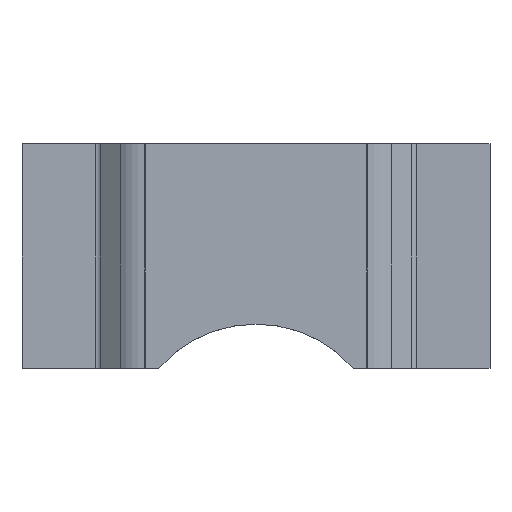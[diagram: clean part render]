
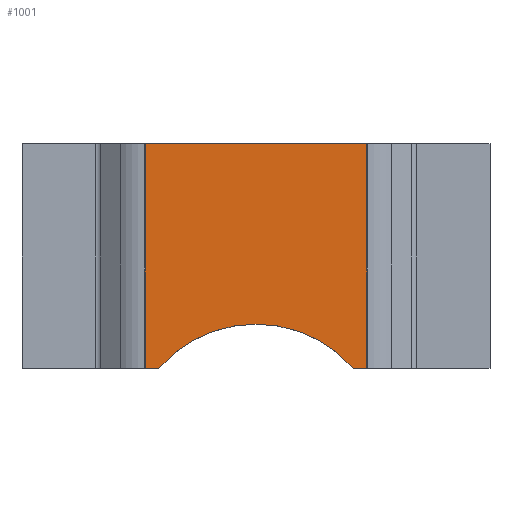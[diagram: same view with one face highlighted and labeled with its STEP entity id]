
A CAD part, top view. The second image highlights one B-rep face of the part: STEP entity #1001.
In plain terms, the highlighted planar face has unit normal (0, 0, 1).
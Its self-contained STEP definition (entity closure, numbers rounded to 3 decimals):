
#39 = CARTESIAN_POINT ( 'NONE',  ( 1.5, -1.525, 0.828 ) ) ;
#82 = CARTESIAN_POINT ( 'NONE',  ( -1.32, -1.525, 0.828 ) ) ;
#131 = DIRECTION ( 'NONE',  ( -1., 0., 0. ) ) ;
#135 = VECTOR ( 'NONE', #131, 1000. ) ;
#175 = VERTEX_POINT ( 'NONE', #282 ) ;
#251 = CARTESIAN_POINT ( 'NONE',  ( -1.5, -1.525, 0.828 ) ) ;
#258 = VERTEX_POINT ( 'NONE', #932 ) ;
#262 = EDGE_CURVE ( 'NONE', #975, #175, #578, .T. ) ;
#263 = VERTEX_POINT ( 'NONE', #39 ) ;
#264 = CARTESIAN_POINT ( 'NONE',  ( -1.5, 1.525, 0.828 ) ) ;
#267 = ORIENTED_EDGE ( 'NONE', *, *, #655, .F. ) ;
#268 = DIRECTION ( 'NONE',  ( 0., 0., -1. ) ) ;
#276 = CARTESIAN_POINT ( 'NONE',  ( -1.5, 1.525, 0.828 ) ) ;
#279 = LINE ( 'NONE', #639, #307 ) ;
#281 = CARTESIAN_POINT ( 'NONE',  ( 1.5, 1.525, 0.828 ) ) ;
#282 = CARTESIAN_POINT ( 'NONE',  ( -1.5, -1.525, 0.828 ) ) ;
#307 = VECTOR ( 'NONE', #667, 1000. ) ;
#343 = CIRCLE ( 'NONE', #808, 1.752 ) ;
#364 = VECTOR ( 'NONE', #445, 1000. ) ;
#366 = ORIENTED_EDGE ( 'NONE', *, *, #1058, .F. ) ;
#392 = ORIENTED_EDGE ( 'NONE', *, *, #467, .F. ) ;
#419 = CARTESIAN_POINT ( 'NONE',  ( 1.5, 1.525, 0.828 ) ) ;
#433 = DIRECTION ( 'NONE',  ( 0., 0., 1. ) ) ;
#445 = DIRECTION ( 'NONE',  ( 1., 0., 0. ) ) ;
#463 = VERTEX_POINT ( 'NONE', #276 ) ;
#466 = EDGE_LOOP ( 'NONE', ( #366, #527, #572, #594, #267, #392 ) ) ;
#467 = EDGE_CURVE ( 'NONE', #463, #605, #712, .T. ) ;
#468 = CARTESIAN_POINT ( 'NONE',  ( -1.5, -1.525, 0.828 ) ) ;
#487 = EDGE_CURVE ( 'NONE', #975, #258, #343, .T. ) ;
#527 = ORIENTED_EDGE ( 'NONE', *, *, #262, .F. ) ;
#572 = ORIENTED_EDGE ( 'NONE', *, *, #487, .T. ) ;
#578 = LINE ( 'NONE', #837, #135 ) ;
#594 = ORIENTED_EDGE ( 'NONE', *, *, #672, .F. ) ;
#605 = VERTEX_POINT ( 'NONE', #419 ) ;
#639 = CARTESIAN_POINT ( 'NONE',  ( 1.5, -1.525, 0.828 ) ) ;
#655 = EDGE_CURVE ( 'NONE', #605, #263, #279, .T. ) ;
#667 = DIRECTION ( 'NONE',  ( 0., -1., 0. ) ) ;
#672 = EDGE_CURVE ( 'NONE', #263, #258, #916, .T. ) ;
#710 = PLANE ( 'NONE',  #1045 ) ;
#712 = LINE ( 'NONE', #281, #364 ) ;
#720 = CARTESIAN_POINT ( 'NONE',  ( 0., -2.677, 0.828 ) ) ;
#808 = AXIS2_PLACEMENT_3D ( 'NONE', #720, #268, #988 ) ;
#830 = DIRECTION ( 'NONE',  ( -1., 0., 0. ) ) ;
#837 = CARTESIAN_POINT ( 'NONE',  ( -1.5, -1.525, 0.828 ) ) ;
#868 = FACE_OUTER_BOUND ( 'NONE', #466, .T. ) ;
#879 = DIRECTION ( 'NONE',  ( 0., -1., 0. ) ) ;
#916 = LINE ( 'NONE', #468, #1110 ) ;
#932 = CARTESIAN_POINT ( 'NONE',  ( 1.32, -1.525, 0.828 ) ) ;
#941 = VECTOR ( 'NONE', #968, 1000. ) ;
#968 = DIRECTION ( 'NONE',  ( 0., 1., 0. ) ) ;
#975 = VERTEX_POINT ( 'NONE', #82 ) ;
#988 = DIRECTION ( 'NONE',  ( 0., -1., 0. ) ) ;
#1001 = ADVANCED_FACE ( 'NONE', ( #868 ), #710, .T. ) ;
#1045 = AXIS2_PLACEMENT_3D ( 'NONE', #251, #433, #879 ) ;
#1049 = LINE ( 'NONE', #264, #941 ) ;
#1058 = EDGE_CURVE ( 'NONE', #175, #463, #1049, .T. ) ;
#1110 = VECTOR ( 'NONE', #830, 1000. ) ;
